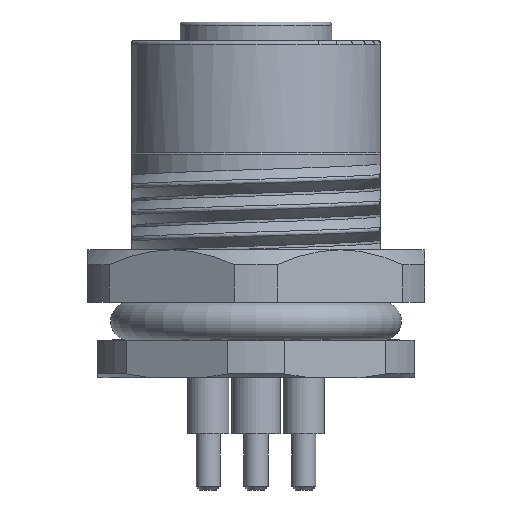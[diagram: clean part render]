
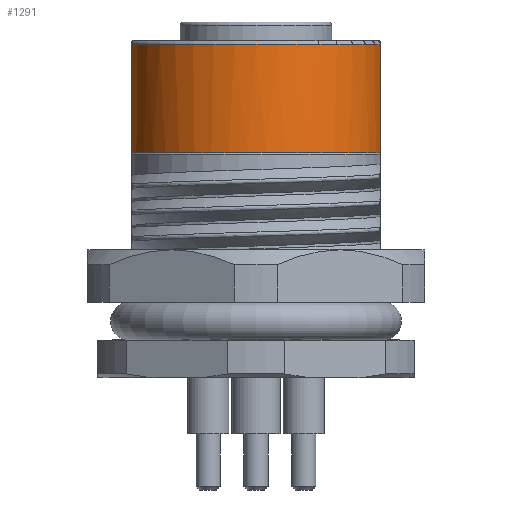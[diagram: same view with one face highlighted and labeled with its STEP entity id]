
A CAD part, front view. The second image highlights one B-rep face of the part: STEP entity #1291.
In plain terms, the highlighted cylindrical face has radius 6.75 mm (diameter 13.5 mm), a partial arc.
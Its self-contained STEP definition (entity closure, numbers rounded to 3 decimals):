
#181=FACE_OUTER_BOUND('',#1861,.T.);
#572=B_SPLINE_CURVE_WITH_KNOTS('',3,(#7365,#7366,#7367,#7368),
 .UNSPECIFIED.,.F.,.F.,(4,4),(0.,1.),.UNSPECIFIED.);
#605=B_SPLINE_CURVE_WITH_KNOTS('',3,(#9431,#9432,#9433,#9434,#9435,#9436,
#9437,#9438,#9439,#9440),.UNSPECIFIED.,.F.,.F.,(4,2,2,2,4),(0.,0.25,0.5,
0.75,1.),.UNSPECIFIED.);
#819=LINE('',#7109,#1047);
#1047=VECTOR('',#5544,1.);
#1291=ADVANCED_FACE('',(#181),#1552,.T.);
#1552=CYLINDRICAL_SURFACE('',#5031,6.75);
#1861=EDGE_LOOP('',(#2564,#2565,#2566,#2567));
#2564=ORIENTED_EDGE('',*,*,#4250,.F.);
#2565=ORIENTED_EDGE('',*,*,#4294,.T.);
#2566=ORIENTED_EDGE('',*,*,#4194,.T.);
#2567=ORIENTED_EDGE('',*,*,#4288,.T.);
#3681=VERTEX_POINT('',#7108);
#3682=VERTEX_POINT('',#7110);
#3731=VERTEX_POINT('',#7364);
#3732=VERTEX_POINT('',#7369);
#4194=EDGE_CURVE('',#3682,#3681,#819,.T.);
#4250=EDGE_CURVE('',#3731,#3732,#572,.T.);
#4288=EDGE_CURVE('',#3681,#3732,#4798,.T.);
#4294=EDGE_CURVE('',#3731,#3682,#605,.T.);
#4798=CIRCLE('',#5020,6.75);
#5020=AXIS2_PLACEMENT_3D('',#9416,#5603,#5604);
#5031=AXIS2_PLACEMENT_3D('',#9441,#5625,#5626);
#5544=DIRECTION('',(0.,0.,1.));
#5603=DIRECTION('',(0.,0.,-1.));
#5604=DIRECTION('',(0.984,-0.18,0.));
#5625=DIRECTION('',(0.,0.,1.));
#5626=DIRECTION('',(0.866,0.5,0.));
#7108=CARTESIAN_POINT('',(6.639,-1.217,8.8));
#7109=CARTESIAN_POINT('',(6.639,-1.217,3.));
#7110=CARTESIAN_POINT('',(6.639,-1.217,3.));
#7364=CARTESIAN_POINT('',(-6.639,-1.217,3.));
#7365=CARTESIAN_POINT('',(-6.639,-1.217,3.));
#7366=CARTESIAN_POINT('',(-6.639,-1.217,4.933));
#7367=CARTESIAN_POINT('',(-6.639,-1.217,6.867));
#7368=CARTESIAN_POINT('',(-6.639,-1.217,8.8));
#7369=CARTESIAN_POINT('',(-6.639,-1.217,8.8));
#9416=CARTESIAN_POINT('',(0.,0.,8.8));
#9431=CARTESIAN_POINT('',(-6.639,-1.217,3.));
#9432=CARTESIAN_POINT('',(-6.358,-2.755,3.));
#9433=CARTESIAN_POINT('',(-5.522,-4.185,3.));
#9434=CARTESIAN_POINT('',(-3.12,-6.186,3.));
#9435=CARTESIAN_POINT('',(-1.563,-6.75,3.));
#9436=CARTESIAN_POINT('',(1.563,-6.75,3.));
#9437=CARTESIAN_POINT('',(3.12,-6.186,3.));
#9438=CARTESIAN_POINT('',(5.522,-4.185,3.));
#9439=CARTESIAN_POINT('',(6.358,-2.755,3.));
#9440=CARTESIAN_POINT('',(6.639,-1.217,3.));
#9441=CARTESIAN_POINT('',(0.,0.,3.));
